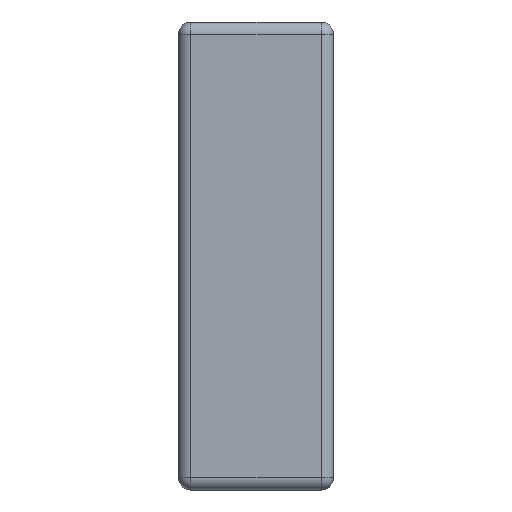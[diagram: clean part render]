
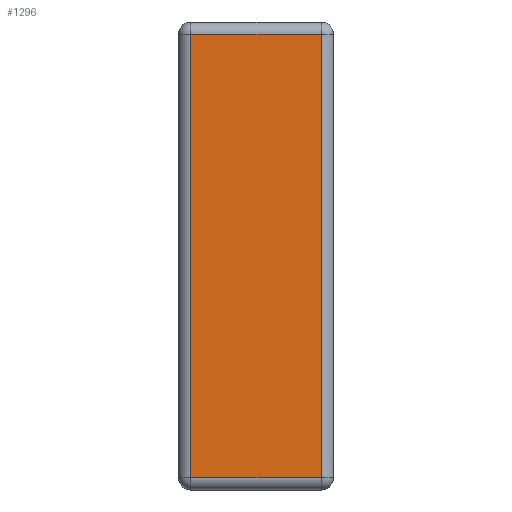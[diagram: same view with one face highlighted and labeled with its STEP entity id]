
A CAD part, left-side view. The second image highlights one B-rep face of the part: STEP entity #1296.
In plain terms, the highlighted planar face has unit normal (-1, 0, 0).
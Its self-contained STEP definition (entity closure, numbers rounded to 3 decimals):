
#454 = CARTESIAN_POINT ( 'NONE',  ( -2.8, 0.05, 0.9 ) ) ;
#455 = DIRECTION ( 'NONE',  ( 0., 1., 0. ) ) ;
#456 = VECTOR ( 'NONE', #455, 1000. ) ;
#457 = CARTESIAN_POINT ( 'NONE',  ( -2.8, 0.63, 0.9 ) ) ;
#458 = LINE ( 'NONE', #457, #456 ) ;
#459 = DIRECTION ( 'NONE',  ( 0., 0., -1. ) ) ;
#460 = DIRECTION ( 'NONE',  ( 1., 0., 0. ) ) ;
#461 = CARTESIAN_POINT ( 'NONE',  ( -2.8, 0.63, 0.95 ) ) ;
#462 = AXIS2_PLACEMENT_3D ( 'NONE', #461, #460, #459 ) ;
#463 = PLANE ( 'NONE',  #462 ) ;
#479 = FACE_OUTER_BOUND ( 'NONE', #1297, .T. ) ;
#501 = DIRECTION ( 'NONE',  ( 0., 0., 1. ) ) ;
#502 = VECTOR ( 'NONE', #501, 1000. ) ;
#503 = CARTESIAN_POINT ( 'NONE',  ( -2.8, 0.05, 0.95 ) ) ;
#504 = LINE ( 'NONE', #503, #502 ) ;
#505 = CARTESIAN_POINT ( 'NONE',  ( -2.8, 0.05, -0.9 ) ) ;
#506 = DIRECTION ( 'NONE',  ( 0., -1., 0. ) ) ;
#507 = VECTOR ( 'NONE', #506, 1000. ) ;
#508 = CARTESIAN_POINT ( 'NONE',  ( -2.8, 0.63, -0.9 ) ) ;
#509 = LINE ( 'NONE', #508, #507 ) ;
#510 = CARTESIAN_POINT ( 'NONE',  ( -2.8, 0.58, -0.9 ) ) ;
#511 = DIRECTION ( 'NONE',  ( 0., 0., -1. ) ) ;
#512 = VECTOR ( 'NONE', #511, 1000. ) ;
#513 = CARTESIAN_POINT ( 'NONE',  ( -2.8, 0.58, 0.95 ) ) ;
#514 = LINE ( 'NONE', #513, #512 ) ;
#515 = CARTESIAN_POINT ( 'NONE',  ( -2.8, 0.58, 0.9 ) ) ;
#1296 = ADVANCED_FACE ( 'NONE', ( #479 ), #463, .F. ) ;
#1297 = EDGE_LOOP ( 'NONE', ( #1298, #1302, #1305, #1308 ) ) ;
#1298 = ORIENTED_EDGE ( 'NONE', *, *, #1299, .T. ) ;
#1299 = EDGE_CURVE ( 'NONE', #1300, #1301, #458, .T. ) ;
#1300 = VERTEX_POINT ( 'NONE', #454 ) ;
#1301 = VERTEX_POINT ( 'NONE', #515 ) ;
#1302 = ORIENTED_EDGE ( 'NONE', *, *, #1303, .T. ) ;
#1303 = EDGE_CURVE ( 'NONE', #1301, #1304, #514, .T. ) ;
#1304 = VERTEX_POINT ( 'NONE', #510 ) ;
#1305 = ORIENTED_EDGE ( 'NONE', *, *, #1306, .T. ) ;
#1306 = EDGE_CURVE ( 'NONE', #1304, #1307, #509, .T. ) ;
#1307 = VERTEX_POINT ( 'NONE', #505 ) ;
#1308 = ORIENTED_EDGE ( 'NONE', *, *, #1309, .T. ) ;
#1309 = EDGE_CURVE ( 'NONE', #1307, #1300, #504, .T. ) ;
